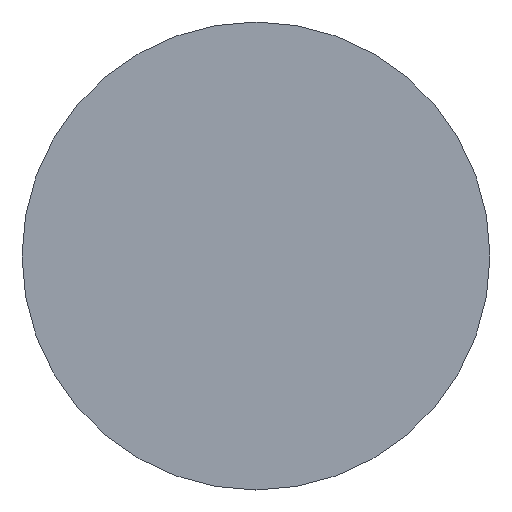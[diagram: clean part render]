
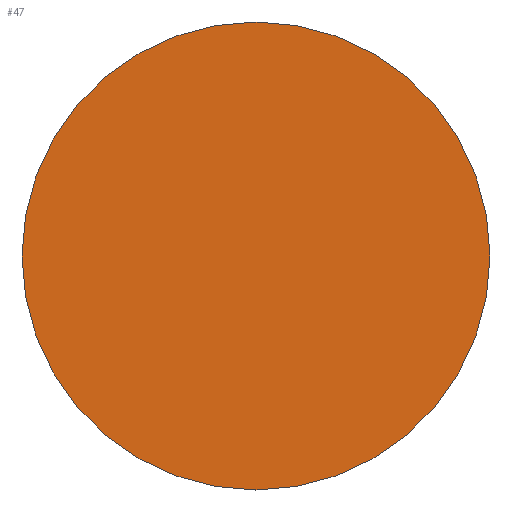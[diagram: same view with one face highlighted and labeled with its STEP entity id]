
A CAD part, left-side view. The second image highlights one B-rep face of the part: STEP entity #47.
In plain terms, the highlighted planar face has unit normal (-1, 0, 0).
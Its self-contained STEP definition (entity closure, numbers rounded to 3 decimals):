
#1 = CARTESIAN_POINT ( 'NONE',  ( 57.358, 32.579, 0. ) ) ;
#6 = DIRECTION ( 'NONE',  ( 0., -1., 0. ) ) ;
#18 = CARTESIAN_POINT ( 'NONE',  ( 57.358, 32.579, 0. ) ) ;
#21 = EDGE_LOOP ( 'NONE', ( #86, #54 ) ) ;
#28 = PLANE ( 'NONE',  #164 ) ;
#40 = DIRECTION ( 'NONE',  ( -1., 0., 0. ) ) ;
#47 = ADVANCED_FACE ( 'NONE', ( #163 ), #28, .F. ) ;
#54 = ORIENTED_EDGE ( 'NONE', *, *, #73, .T. ) ;
#58 = VERTEX_POINT ( 'NONE', #145 ) ;
#73 = EDGE_CURVE ( 'NONE', #83, #58, #110, .T. ) ;
#80 = CARTESIAN_POINT ( 'NONE',  ( 57.358, 32.579, 0. ) ) ;
#83 = VERTEX_POINT ( 'NONE', #128 ) ;
#85 = DIRECTION ( 'NONE',  ( -1., 0., 0. ) ) ;
#86 = ORIENTED_EDGE ( 'NONE', *, *, #155, .T. ) ;
#91 = DIRECTION ( 'NONE',  ( 0., 1., 0. ) ) ;
#110 = CIRCLE ( 'NONE', #111, 12.5 ) ;
#111 = AXIS2_PLACEMENT_3D ( 'NONE', #18, #85, #158 ) ;
#126 = DIRECTION ( 'NONE',  ( 1., 0., 0. ) ) ;
#128 = CARTESIAN_POINT ( 'NONE',  ( 57.358, 45.079, 0. ) ) ;
#145 = CARTESIAN_POINT ( 'NONE',  ( 57.358, 20.079, 0. ) ) ;
#155 = EDGE_CURVE ( 'NONE', #58, #83, #161, .T. ) ;
#158 = DIRECTION ( 'NONE',  ( 0., -1., 0. ) ) ;
#161 = CIRCLE ( 'NONE', #162, 12.5 ) ;
#162 = AXIS2_PLACEMENT_3D ( 'NONE', #1, #40, #6 ) ;
#163 = FACE_OUTER_BOUND ( 'NONE', #21, .T. ) ;
#164 = AXIS2_PLACEMENT_3D ( 'NONE', #80, #126, #91 ) ;
